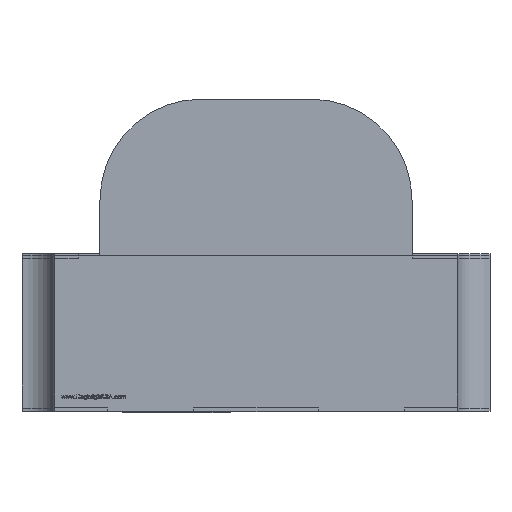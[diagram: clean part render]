
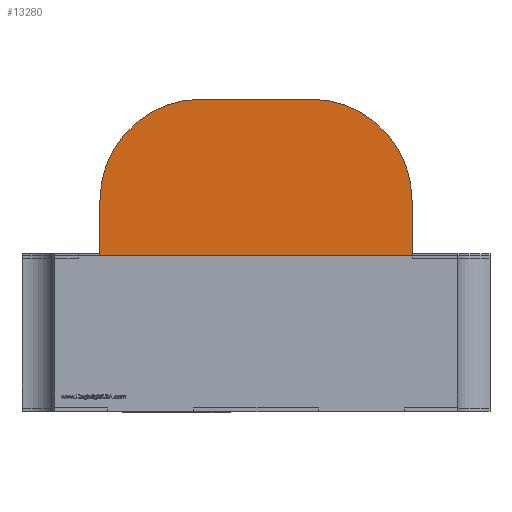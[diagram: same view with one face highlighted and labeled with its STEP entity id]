
A CAD part, top view. The second image highlights one B-rep face of the part: STEP entity #13280.
In plain terms, the highlighted planar face has unit normal (0, 0, 1).
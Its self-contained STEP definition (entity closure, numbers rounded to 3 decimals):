
#13187 = VERTEX_POINT ( 'NONE', #17885 ) ;
#13195 = VERTEX_POINT ( 'NONE', #17917 ) ;
#13207 = VERTEX_POINT ( 'NONE', #17981 ) ;
#13209 = EDGE_CURVE ( 'NONE', #13207, #13210, #17980, .T. ) ;
#13210 = VERTEX_POINT ( 'NONE', #17976 ) ;
#13221 = EDGE_CURVE ( 'NONE', #13263, #13195, #18011, .T. ) ;
#13230 = VERTEX_POINT ( 'NONE', #17997 ) ;
#13263 = VERTEX_POINT ( 'NONE', #18139 ) ;
#13265 = EDGE_CURVE ( 'NONE', #13187, #13263, #18138, .T. ) ;
#13270 = EDGE_CURVE ( 'NONE', #13230, #13207, #18127, .T. ) ;
#13278 = EDGE_CURVE ( 'NONE', #13187, #13230, #18158, .T. ) ;
#13280 = ADVANCED_FACE ( 'NONE', ( #18209 ), #18194, .T. ) ;
#13283 = EDGE_LOOP ( 'NONE', ( #13284, #13286, #13287, #13288, #13289, #13290 ) ) ;
#13284 = ORIENTED_EDGE ( 'NONE', *, *, #13285, .T. ) ;
#13285 = EDGE_CURVE ( 'NONE', #13195, #13210, #18183, .T. ) ;
#13286 = ORIENTED_EDGE ( 'NONE', *, *, #13209, .F. ) ;
#13287 = ORIENTED_EDGE ( 'NONE', *, *, #13270, .F. ) ;
#13288 = ORIENTED_EDGE ( 'NONE', *, *, #13278, .F. ) ;
#13289 = ORIENTED_EDGE ( 'NONE', *, *, #13265, .T. ) ;
#13290 = ORIENTED_EDGE ( 'NONE', *, *, #13221, .T. ) ;
#17885 = CARTESIAN_POINT ( 'NONE',  ( -0.35, 1.5, 0.5 ) ) ;
#17917 = CARTESIAN_POINT ( 'NONE',  ( -1., 0.5, 0.5 ) ) ;
#17976 = CARTESIAN_POINT ( 'NONE',  ( 1., 0.5, 0.5 ) ) ;
#17977 = DIRECTION ( 'NONE',  ( 0., -1., 0. ) ) ;
#17978 = VECTOR ( 'NONE', #17977, 1000. ) ;
#17979 = CARTESIAN_POINT ( 'NONE',  ( 1., -2.915, 0.5 ) ) ;
#17980 = LINE ( 'NONE', #17979, #17978 ) ;
#17981 = CARTESIAN_POINT ( 'NONE',  ( 1., 0.85, 0.5 ) ) ;
#17997 = CARTESIAN_POINT ( 'NONE',  ( 0.35, 1.5, 0.5 ) ) ;
#18008 = DIRECTION ( 'NONE',  ( 0., -1., 0. ) ) ;
#18009 = VECTOR ( 'NONE', #18008, 1000. ) ;
#18010 = CARTESIAN_POINT ( 'NONE',  ( -1., -2.915, 0.5 ) ) ;
#18011 = LINE ( 'NONE', #18010, #18009 ) ;
#18123 = DIRECTION ( 'NONE',  ( 1., 0., 0. ) ) ;
#18124 = DIRECTION ( 'NONE',  ( 0., 0., -1. ) ) ;
#18125 = CARTESIAN_POINT ( 'NONE',  ( 0.35, 0.85, 0.5 ) ) ;
#18126 = AXIS2_PLACEMENT_3D ( 'NONE', #18125, #18124, #18123 ) ;
#18127 = CIRCLE ( 'NONE', #18126, 0.65 ) ;
#18134 = DIRECTION ( 'NONE',  ( 1., 0., 0. ) ) ;
#18135 = DIRECTION ( 'NONE',  ( 0., 0., 1. ) ) ;
#18136 = CARTESIAN_POINT ( 'NONE',  ( -0.35, 0.85, 0.5 ) ) ;
#18137 = AXIS2_PLACEMENT_3D ( 'NONE', #18136, #18135, #18134 ) ;
#18138 = CIRCLE ( 'NONE', #18137, 0.65 ) ;
#18139 = CARTESIAN_POINT ( 'NONE',  ( -1., 0.85, 0.5 ) ) ;
#18155 = VECTOR ( 'NONE', #18210, 1000. ) ;
#18156 = CARTESIAN_POINT ( 'NONE',  ( 0.145, 1.5, 0.5 ) ) ;
#18158 = LINE ( 'NONE', #18156, #18155 ) ;
#18183 = LINE ( 'NONE', #18239, #18238 ) ;
#18189 = DIRECTION ( 'NONE',  ( 1., 0., 0. ) ) ;
#18190 = DIRECTION ( 'NONE',  ( 0., 0., 1. ) ) ;
#18191 = CARTESIAN_POINT ( 'NONE',  ( 0.145, -2.915, 0.5 ) ) ;
#18192 = AXIS2_PLACEMENT_3D ( 'NONE', #18191, #18190, #18189 ) ;
#18194 = PLANE ( 'NONE',  #18192 ) ;
#18209 = FACE_OUTER_BOUND ( 'NONE', #13283, .T. ) ;
#18210 = DIRECTION ( 'NONE',  ( 1., 0., 0. ) ) ;
#18237 = DIRECTION ( 'NONE',  ( 1., 0., 0. ) ) ;
#18238 = VECTOR ( 'NONE', #18237, 1000. ) ;
#18239 = CARTESIAN_POINT ( 'NONE',  ( 0.145, 0.5, 0.5 ) ) ;
